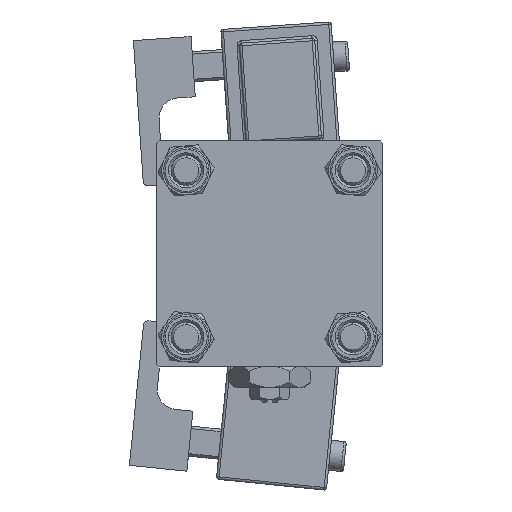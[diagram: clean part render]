
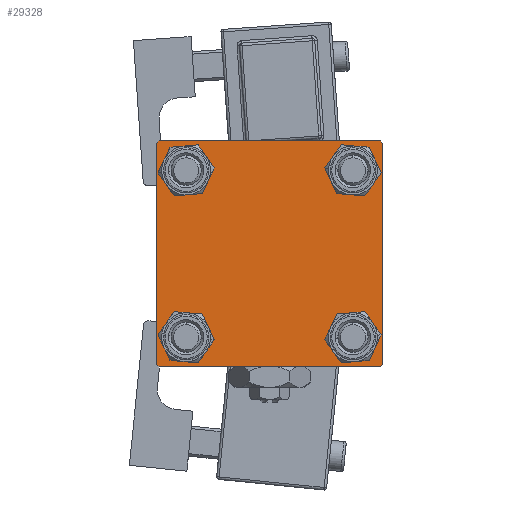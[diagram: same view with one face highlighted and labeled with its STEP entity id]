
A CAD part, left-side view. The second image highlights one B-rep face of the part: STEP entity #29328.
In plain terms, the highlighted planar face has unit normal (-1, 0, 0).
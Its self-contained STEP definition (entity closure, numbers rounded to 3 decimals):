
#243 = CIRCLE ( 'NONE', #32845, 3.5 ) ;
#537 = EDGE_CURVE ( 'NONE', #37353, #35845, #20520, .T. ) ;
#602 = AXIS2_PLACEMENT_3D ( 'NONE', #3776, #47893, #38059 ) ;
#694 = ORIENTED_EDGE ( 'NONE', *, *, #15779, .T. ) ;
#1023 = CARTESIAN_POINT ( 'NONE',  ( 0., 22.5, 22.5 ) ) ;
#1331 = AXIS2_PLACEMENT_3D ( 'NONE', #50030, #50980, #30983 ) ;
#1883 = FACE_BOUND ( 'NONE', #9334, .T. ) ;
#2020 = EDGE_LOOP ( 'NONE', ( #32110, #53735 ) ) ;
#2449 = CARTESIAN_POINT ( 'NONE',  ( 0., -16.6, 20.1 ) ) ;
#2830 = VECTOR ( 'NONE', #36181, 1000. ) ;
#2913 = DIRECTION ( 'NONE',  ( 0., -0.707, 0.707 ) ) ;
#3635 = CIRCLE ( 'NONE', #602, 3.5 ) ;
#3694 = CARTESIAN_POINT ( 'NONE',  ( 0., -22., -22.5 ) ) ;
#3776 = CARTESIAN_POINT ( 'NONE',  ( 0., -16.6, 16.6 ) ) ;
#5097 = DIRECTION ( 'NONE',  ( 0., 0., 1. ) ) ;
#5543 = VECTOR ( 'NONE', #58340, 1000. ) ;
#5890 = VECTOR ( 'NONE', #30045, 1000. ) ;
#6049 = LINE ( 'NONE', #24469, #11701 ) ;
#6281 = AXIS2_PLACEMENT_3D ( 'NONE', #48904, #34601, #5097 ) ;
#6630 = CARTESIAN_POINT ( 'NONE',  ( 0., 16.6, -13.1 ) ) ;
#7375 = CARTESIAN_POINT ( 'NONE',  ( 0., -22.5, -22. ) ) ;
#8361 = VERTEX_POINT ( 'NONE', #6630 ) ;
#9334 = EDGE_LOOP ( 'NONE', ( #58788, #27789 ) ) ;
#9564 = CARTESIAN_POINT ( 'NONE',  ( 0., 22., -22.5 ) ) ;
#9620 = VECTOR ( 'NONE', #2913, 1000. ) ;
#9781 = ORIENTED_EDGE ( 'NONE', *, *, #49298, .F. ) ;
#10219 = DIRECTION ( 'NONE',  ( 0., 0., 1. ) ) ;
#10691 = CARTESIAN_POINT ( 'NONE',  ( 0., 22.25, 22.25 ) ) ;
#10863 = LINE ( 'NONE', #21645, #9620 ) ;
#11701 = VECTOR ( 'NONE', #39386, 1000. ) ;
#11921 = EDGE_CURVE ( 'NONE', #35845, #16998, #15934, .T. ) ;
#15249 = CARTESIAN_POINT ( 'NONE',  ( 0., 16.6, -20.1 ) ) ;
#15779 = EDGE_CURVE ( 'NONE', #21025, #8361, #61025, .T. ) ;
#15917 = AXIS2_PLACEMENT_3D ( 'NONE', #18026, #51684, #46620 ) ;
#15934 = LINE ( 'NONE', #1023, #54945 ) ;
#16389 = VERTEX_POINT ( 'NONE', #3694 ) ;
#16478 = FACE_BOUND ( 'NONE', #30160, .T. ) ;
#16481 = ORIENTED_EDGE ( 'NONE', *, *, #49703, .T. ) ;
#16998 = VERTEX_POINT ( 'NONE', #24085 ) ;
#17556 = EDGE_CURVE ( 'NONE', #16998, #24150, #27835, .T. ) ;
#18026 = CARTESIAN_POINT ( 'NONE',  ( 0., 16.6, 16.6 ) ) ;
#18383 = CARTESIAN_POINT ( 'NONE',  ( 0., -16.6, -20.1 ) ) ;
#19551 = CIRCLE ( 'NONE', #1331, 3.5 ) ;
#19552 = VECTOR ( 'NONE', #28464, 1000. ) ;
#20018 = CARTESIAN_POINT ( 'NONE',  ( 0., -16.6, -16.6 ) ) ;
#20520 = LINE ( 'NONE', #10691, #5890 ) ;
#21025 = VERTEX_POINT ( 'NONE', #15249 ) ;
#21645 = CARTESIAN_POINT ( 'NONE',  ( 0., -22.25, -22.25 ) ) ;
#22065 = VERTEX_POINT ( 'NONE', #18383 ) ;
#22894 = AXIS2_PLACEMENT_3D ( 'NONE', #61223, #47254, #57104 ) ;
#23256 = EDGE_LOOP ( 'NONE', ( #37362, #48599 ) ) ;
#23531 = VERTEX_POINT ( 'NONE', #27898 ) ;
#24085 = CARTESIAN_POINT ( 'NONE',  ( 0., 22.5, -22. ) ) ;
#24150 = VERTEX_POINT ( 'NONE', #9564 ) ;
#24270 = EDGE_CURVE ( 'NONE', #37255, #29132, #6049, .T. ) ;
#24450 = CARTESIAN_POINT ( 'NONE',  ( 0., -16.6, -13.1 ) ) ;
#24469 = CARTESIAN_POINT ( 'NONE',  ( 0., -22.25, 22.25 ) ) ;
#25305 = CIRCLE ( 'NONE', #34473, 3.5 ) ;
#26875 = DIRECTION ( 'NONE',  ( 0., 0., 1. ) ) ;
#26949 = PLANE ( 'NONE',  #22894 ) ;
#27789 = ORIENTED_EDGE ( 'NONE', *, *, #41248, .T. ) ;
#27835 = LINE ( 'NONE', #32925, #19552 ) ;
#27898 = CARTESIAN_POINT ( 'NONE',  ( 0., 16.6, 13.1 ) ) ;
#28453 = EDGE_CURVE ( 'NONE', #23531, #30705, #49364, .T. ) ;
#28464 = DIRECTION ( 'NONE',  ( 0., -0.707, -0.707 ) ) ;
#28529 = AXIS2_PLACEMENT_3D ( 'NONE', #56088, #42103, #26875 ) ;
#28579 = CARTESIAN_POINT ( 'NONE',  ( 0., -22., 22.5 ) ) ;
#29132 = VERTEX_POINT ( 'NONE', #28579 ) ;
#29328 = ADVANCED_FACE ( 'NONE', ( #1883, #59972, #16478, #55204, #35851 ), #26949, .T. ) ;
#29853 = DIRECTION ( 'NONE',  ( 0., 0., 1. ) ) ;
#30045 = DIRECTION ( 'NONE',  ( 0., 0.707, -0.707 ) ) ;
#30160 = EDGE_LOOP ( 'NONE', ( #54879, #694 ) ) ;
#30544 = CARTESIAN_POINT ( 'NONE',  ( 0., 22.5, 22. ) ) ;
#30705 = VERTEX_POINT ( 'NONE', #35720 ) ;
#30777 = LINE ( 'NONE', #35544, #2830 ) ;
#30983 = DIRECTION ( 'NONE',  ( 0., 0., 1. ) ) ;
#31000 = LINE ( 'NONE', #50365, #37953 ) ;
#32110 = ORIENTED_EDGE ( 'NONE', *, *, #33110, .T. ) ;
#32845 = AXIS2_PLACEMENT_3D ( 'NONE', #52154, #57244, #42953 ) ;
#32925 = CARTESIAN_POINT ( 'NONE',  ( 0., 22.25, -22.25 ) ) ;
#33110 = EDGE_CURVE ( 'NONE', #59156, #22065, #25305, .T. ) ;
#34138 = CARTESIAN_POINT ( 'NONE',  ( 0., 22., 22.5 ) ) ;
#34473 = AXIS2_PLACEMENT_3D ( 'NONE', #20018, #34620, #29853 ) ;
#34601 = DIRECTION ( 'NONE',  ( 1., 0., 0. ) ) ;
#34620 = DIRECTION ( 'NONE',  ( 1., 0., 0. ) ) ;
#34973 = CARTESIAN_POINT ( 'NONE',  ( 0., 16.6, 16.6 ) ) ;
#35292 = VERTEX_POINT ( 'NONE', #2449 ) ;
#35544 = CARTESIAN_POINT ( 'NONE',  ( 0., -22.5, 22.5 ) ) ;
#35720 = CARTESIAN_POINT ( 'NONE',  ( 0., 16.6, 20.1 ) ) ;
#35845 = VERTEX_POINT ( 'NONE', #30544 ) ;
#35851 = FACE_OUTER_BOUND ( 'NONE', #36906, .T. ) ;
#36181 = DIRECTION ( 'NONE',  ( 0., 0., -1. ) ) ;
#36547 = VERTEX_POINT ( 'NONE', #39848 ) ;
#36906 = EDGE_LOOP ( 'NONE', ( #62054, #56474, #37960, #16481, #60456, #43543, #9781, #59459 ) ) ;
#37190 = EDGE_CURVE ( 'NONE', #22065, #59156, #41677, .T. ) ;
#37255 = VERTEX_POINT ( 'NONE', #46255 ) ;
#37353 = VERTEX_POINT ( 'NONE', #34138 ) ;
#37362 = ORIENTED_EDGE ( 'NONE', *, *, #47951, .T. ) ;
#37953 = VECTOR ( 'NONE', #40837, 1000. ) ;
#37960 = ORIENTED_EDGE ( 'NONE', *, *, #48263, .T. ) ;
#38059 = DIRECTION ( 'NONE',  ( 0., 0., 1. ) ) ;
#38968 = LINE ( 'NONE', #39902, #5543 ) ;
#39128 = DIRECTION ( 'NONE',  ( 0., 0., -1. ) ) ;
#39386 = DIRECTION ( 'NONE',  ( 0., 0.707, 0.707 ) ) ;
#39848 = CARTESIAN_POINT ( 'NONE',  ( 0., -16.6, 13.1 ) ) ;
#39902 = CARTESIAN_POINT ( 'NONE',  ( 0., 22.5, 22.5 ) ) ;
#40038 = DIRECTION ( 'NONE',  ( 1., 0., 0. ) ) ;
#40837 = DIRECTION ( 'NONE',  ( 0., -1., 0. ) ) ;
#41248 = EDGE_CURVE ( 'NONE', #36547, #35292, #19551, .T. ) ;
#41677 = CIRCLE ( 'NONE', #28529, 3.5 ) ;
#42103 = DIRECTION ( 'NONE',  ( 1., 0., 0. ) ) ;
#42953 = DIRECTION ( 'NONE',  ( 0., 0., 1. ) ) ;
#43543 = ORIENTED_EDGE ( 'NONE', *, *, #24270, .T. ) ;
#43627 = EDGE_CURVE ( 'NONE', #8361, #21025, #243, .T. ) ;
#46255 = CARTESIAN_POINT ( 'NONE',  ( 0., -22.5, 22. ) ) ;
#46620 = DIRECTION ( 'NONE',  ( 0., 0., 1. ) ) ;
#47060 = AXIS2_PLACEMENT_3D ( 'NONE', #34973, #40038, #10219 ) ;
#47254 = DIRECTION ( 'NONE',  ( -1., 0., 0. ) ) ;
#47893 = DIRECTION ( 'NONE',  ( 1., 0., 0. ) ) ;
#47951 = EDGE_CURVE ( 'NONE', #30705, #23531, #58223, .T. ) ;
#48263 = EDGE_CURVE ( 'NONE', #24150, #16389, #31000, .T. ) ;
#48599 = ORIENTED_EDGE ( 'NONE', *, *, #28453, .T. ) ;
#48904 = CARTESIAN_POINT ( 'NONE',  ( 0., 16.6, -16.6 ) ) ;
#49298 = EDGE_CURVE ( 'NONE', #37353, #29132, #38968, .T. ) ;
#49364 = CIRCLE ( 'NONE', #15917, 3.5 ) ;
#49703 = EDGE_CURVE ( 'NONE', #16389, #59833, #10863, .T. ) ;
#50030 = CARTESIAN_POINT ( 'NONE',  ( 0., -16.6, 16.6 ) ) ;
#50365 = CARTESIAN_POINT ( 'NONE',  ( 0., 22.5, -22.5 ) ) ;
#50980 = DIRECTION ( 'NONE',  ( 1., 0., 0. ) ) ;
#51684 = DIRECTION ( 'NONE',  ( 1., 0., 0. ) ) ;
#52154 = CARTESIAN_POINT ( 'NONE',  ( 0., 16.6, -16.6 ) ) ;
#53735 = ORIENTED_EDGE ( 'NONE', *, *, #37190, .T. ) ;
#54879 = ORIENTED_EDGE ( 'NONE', *, *, #43627, .T. ) ;
#54945 = VECTOR ( 'NONE', #39128, 1000. ) ;
#55204 = FACE_BOUND ( 'NONE', #23256, .T. ) ;
#56088 = CARTESIAN_POINT ( 'NONE',  ( 0., -16.6, -16.6 ) ) ;
#56474 = ORIENTED_EDGE ( 'NONE', *, *, #17556, .T. ) ;
#56935 = EDGE_CURVE ( 'NONE', #37255, #59833, #30777, .T. ) ;
#57104 = DIRECTION ( 'NONE',  ( 0., 0., 1. ) ) ;
#57244 = DIRECTION ( 'NONE',  ( 1., 0., 0. ) ) ;
#58223 = CIRCLE ( 'NONE', #47060, 3.5 ) ;
#58340 = DIRECTION ( 'NONE',  ( 0., -1., 0. ) ) ;
#58788 = ORIENTED_EDGE ( 'NONE', *, *, #60811, .T. ) ;
#59156 = VERTEX_POINT ( 'NONE', #24450 ) ;
#59459 = ORIENTED_EDGE ( 'NONE', *, *, #537, .T. ) ;
#59833 = VERTEX_POINT ( 'NONE', #7375 ) ;
#59972 = FACE_BOUND ( 'NONE', #2020, .T. ) ;
#60456 = ORIENTED_EDGE ( 'NONE', *, *, #56935, .F. ) ;
#60811 = EDGE_CURVE ( 'NONE', #35292, #36547, #3635, .T. ) ;
#61025 = CIRCLE ( 'NONE', #6281, 3.5 ) ;
#61223 = CARTESIAN_POINT ( 'NONE',  ( 0., 0., 0. ) ) ;
#62054 = ORIENTED_EDGE ( 'NONE', *, *, #11921, .T. ) ;
